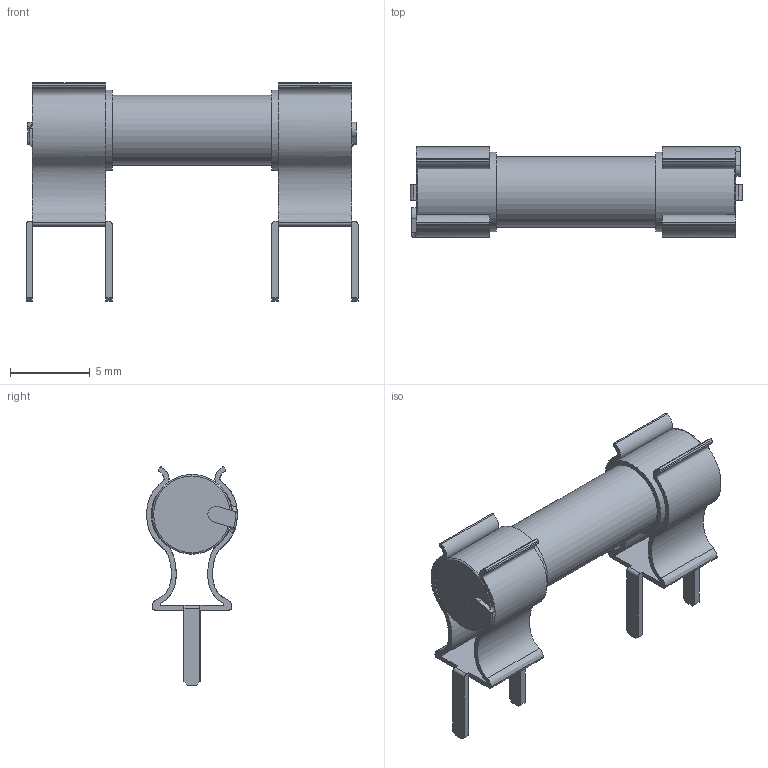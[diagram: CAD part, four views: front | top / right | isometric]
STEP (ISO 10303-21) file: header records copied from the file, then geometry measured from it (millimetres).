
FILE_DESCRIPTION(/* description */ (''),/* implementation_level */ '2;1');
FILE_NAME(/* name */ 'FuseHolder 5x20mm.step',/* time_stamp */ '2024-04-07T18:47:19+02:00',/* author */ (''),/* organization */ (''),/* preprocessor_version */ 'ST-DEVELOPER v20',/* originating_system */ 'Autodesk Translation Framework v12.20.1.177',/* authorisation */ '');
FILE_SCHEMA (('AUTOMOTIVE_DESIGN { 1 0 10303 214 3 1 1 }'));
Length unit declared in the file: millimetre
Products named in the file (1): FuseHolder 5x20mm
Bounding box: 20.8 x 5.68 x 13.67 mm (x, y, z)
Volume: 421.6 mm3; surface area: 956.7 mm2
Topology: 5 solids, 5 shells, 123 faces, 329 edges, 216 vertices
Faces by surface type: plane 64, bspline 36, cylinder 21, torus 2
Full cylindrical faces by diameter (mm): 4.4 x1, 5 x2
Entity records: 6676 total; most frequent: CARTESIAN_POINT 3888, ORIENTED_EDGE 658, DIRECTION 417, EDGE_CURVE 329, VERTEX_POINT 216, LINE 161, VECTOR 161, B_SPLINE_CURVE_WITH_KNOTS 128
